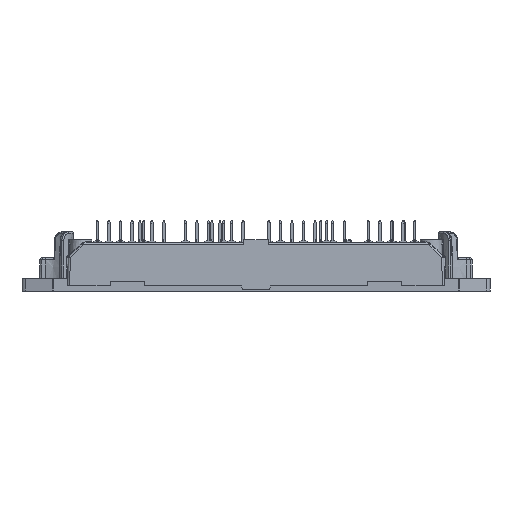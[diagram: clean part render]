
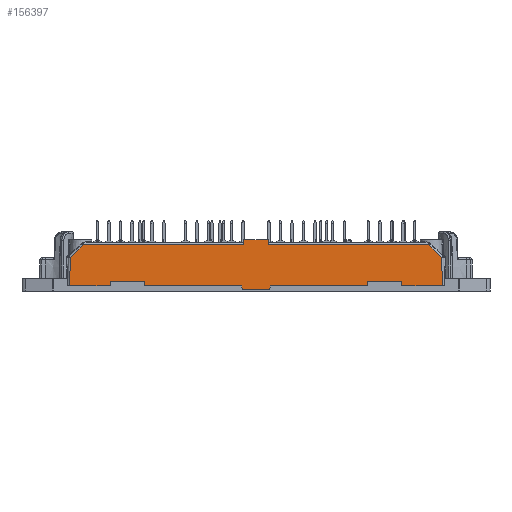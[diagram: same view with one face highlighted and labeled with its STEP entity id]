
A CAD part, front view. The second image highlights one B-rep face of the part: STEP entity #156397.
In plain terms, the highlighted planar face has unit normal (0, -1, 0.026).
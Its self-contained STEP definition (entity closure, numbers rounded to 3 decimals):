
#18987=ORIENTED_EDGE('',*,*,#51384,.F.);
#18988=ORIENTED_EDGE('',*,*,#51385,.T.);
#18989=ORIENTED_EDGE('',*,*,#51386,.F.);
#18990=ORIENTED_EDGE('',*,*,#51387,.T.);
#18991=ORIENTED_EDGE('',*,*,#51388,.T.);
#18992=ORIENTED_EDGE('',*,*,#49742,.F.);
#18993=ORIENTED_EDGE('',*,*,#49740,.T.);
#18994=ORIENTED_EDGE('',*,*,#51122,.F.);
#18995=ORIENTED_EDGE('',*,*,#49735,.T.);
#18996=ORIENTED_EDGE('',*,*,#51243,.T.);
#18997=ORIENTED_EDGE('',*,*,#49733,.T.);
#18998=ORIENTED_EDGE('',*,*,#49731,.T.);
#18999=ORIENTED_EDGE('',*,*,#51389,.T.);
#19000=ORIENTED_EDGE('',*,*,#51390,.F.);
#19001=ORIENTED_EDGE('',*,*,#51391,.T.);
#19002=ORIENTED_EDGE('',*,*,#51392,.T.);
#19003=ORIENTED_EDGE('',*,*,#51393,.T.);
#19004=ORIENTED_EDGE('',*,*,#49763,.F.);
#19005=ORIENTED_EDGE('',*,*,#49767,.T.);
#19006=ORIENTED_EDGE('',*,*,#49772,.F.);
#19007=ORIENTED_EDGE('',*,*,#49773,.F.);
#19008=ORIENTED_EDGE('',*,*,#49777,.T.);
#49731=EDGE_CURVE('',#65403,#65740,#77043,.T.);
#49733=EDGE_CURVE('',#65742,#65403,#77045,.T.);
#49735=EDGE_CURVE('',#65743,#65744,#77046,.F.);
#49740=EDGE_CURVE('',#65406,#65746,#77050,.F.);
#49742=EDGE_CURVE('',#65406,#65748,#77052,.T.);
#49763=EDGE_CURVE('',#65763,#65764,#77069,.F.);
#49767=EDGE_CURVE('',#65763,#65767,#77073,.T.);
#49772=EDGE_CURVE('',#65770,#65767,#77078,.F.);
#49773=EDGE_CURVE('',#65771,#65770,#77079,.T.);
#49777=EDGE_CURVE('',#65771,#65773,#77083,.F.);
#51122=EDGE_CURVE('',#65743,#65746,#77659,.T.);
#51243=EDGE_CURVE('',#65744,#65742,#77710,.T.);
#51384=EDGE_CURVE('',#66951,#65773,#77766,.F.);
#51385=EDGE_CURVE('',#66951,#66952,#77767,.F.);
#51386=EDGE_CURVE('',#66953,#66952,#77768,.F.);
#51387=EDGE_CURVE('',#66953,#66954,#77769,.F.);
#51388=EDGE_CURVE('',#66954,#65748,#77770,.F.);
#51389=EDGE_CURVE('',#65740,#66955,#77771,.F.);
#51390=EDGE_CURVE('',#66956,#66955,#77772,.F.);
#51391=EDGE_CURVE('',#66956,#66957,#77773,.F.);
#51392=EDGE_CURVE('',#66957,#66958,#77774,.F.);
#51393=EDGE_CURVE('',#66958,#65764,#77775,.F.);
#65403=VERTEX_POINT('',#215068);
#65406=VERTEX_POINT('',#215078);
#65740=VERTEX_POINT('',#219269);
#65742=VERTEX_POINT('',#219275);
#65743=VERTEX_POINT('',#219279);
#65744=VERTEX_POINT('',#219280);
#65746=VERTEX_POINT('',#219287);
#65748=VERTEX_POINT('',#219293);
#65763=VERTEX_POINT('',#219358);
#65764=VERTEX_POINT('',#219359);
#65767=VERTEX_POINT('',#219367);
#65770=VERTEX_POINT('',#219375);
#65771=VERTEX_POINT('',#219379);
#65773=VERTEX_POINT('',#219385);
#66951=VERTEX_POINT('',#224577);
#66952=VERTEX_POINT('',#224579);
#66953=VERTEX_POINT('',#224581);
#66954=VERTEX_POINT('',#224583);
#66955=VERTEX_POINT('',#224586);
#66956=VERTEX_POINT('',#224588);
#66957=VERTEX_POINT('',#224590);
#66958=VERTEX_POINT('',#224592);
#77043=LINE('',#219270,#87838);
#77045=LINE('',#219274,#87840);
#77046=LINE('',#219278,#87841);
#77050=LINE('',#219288,#87845);
#77052=LINE('',#219292,#87847);
#77069=LINE('',#219357,#87864);
#77073=LINE('',#219366,#87868);
#77078=LINE('',#219376,#87873);
#77079=LINE('',#219378,#87874);
#77083=LINE('',#219387,#87878);
#77659=LINE('',#223624,#88454);
#77710=LINE('',#224048,#88505);
#77766=LINE('',#224576,#88561);
#77767=LINE('',#224578,#88562);
#77768=LINE('',#224580,#88563);
#77769=LINE('',#224582,#88564);
#77770=LINE('',#224584,#88565);
#77771=LINE('',#224585,#88566);
#77772=LINE('',#224587,#88567);
#77773=LINE('',#224589,#88568);
#77774=LINE('',#224591,#88569);
#77775=LINE('',#224593,#88570);
#87838=VECTOR('',#180272,1000.);
#87840=VECTOR('',#180276,1000.);
#87841=VECTOR('',#180281,1000.);
#87845=VECTOR('',#180289,1000.);
#87847=VECTOR('',#180293,1000.);
#87864=VECTOR('',#180326,1000.);
#87868=VECTOR('',#180332,1000.);
#87873=VECTOR('',#180339,1000.);
#87874=VECTOR('',#180342,1000.);
#87878=VECTOR('',#180348,1000.);
#88454=VECTOR('',#182456,1000.);
#88505=VECTOR('',#182599,1000.);
#88561=VECTOR('',#182783,1000.);
#88562=VECTOR('',#182784,1000.);
#88563=VECTOR('',#182785,1000.);
#88564=VECTOR('',#182786,1000.);
#88565=VECTOR('',#182787,1000.);
#88566=VECTOR('',#182788,1000.);
#88567=VECTOR('',#182789,1000.);
#88568=VECTOR('',#182790,1000.);
#88569=VECTOR('',#182791,1000.);
#88570=VECTOR('',#182792,1000.);
#97647=EDGE_LOOP('',(#18987,#18988,#18989,#18990,#18991,#18992,#18993,#18994,
#18995,#18996,#18997,#18998,#18999,#19000,#19001,#19002,#19003,#19004,#19005,
#19006,#19007,#19008));
#104073=FACE_BOUND('',#97647,.T.);
#109507=PLANE('',#164142);
#156397=ADVANCED_FACE('',(#104073),#109507,.T.);
#164142=AXIS2_PLACEMENT_3D('',#224575,#182781,#182782);
#180272=DIRECTION('',(-0.707,-0.019,-0.707));
#180276=DIRECTION('',(-1.,0.,0.));
#180281=DIRECTION('',(1.,0.,0.));
#180289=DIRECTION('',(1.,0.,0.));
#180293=DIRECTION('',(0.707,-0.019,-0.707));
#180326=DIRECTION('',(1.,0.,0.));
#180332=DIRECTION('',(0.174,-0.026,-0.984));
#180339=DIRECTION('',(1.,0.,0.));
#180342=DIRECTION('',(-0.174,-0.026,-0.984));
#180348=DIRECTION('',(-1.,0.,0.));
#182456=DIRECTION('',(0.017,-0.026,-1.));
#182599=DIRECTION('',(-0.017,-0.026,-1.));
#182781=DIRECTION('',(0.,-1.,0.026));
#182782=DIRECTION('',(0.,-0.026,-1.));
#182783=DIRECTION('',(0.,0.026,1.));
#182784=DIRECTION('',(-1.,0.,0.));
#182785=DIRECTION('',(0.,-0.026,-1.));
#182786=DIRECTION('',(-1.,0.,0.));
#182787=DIRECTION('',(0.026,-0.026,-0.999));
#182788=DIRECTION('',(0.026,0.026,0.999));
#182789=DIRECTION('',(1.,0.,0.));
#182790=DIRECTION('',(0.,-0.026,-1.));
#182791=DIRECTION('',(-1.,0.,0.));
#182792=DIRECTION('',(0.,0.026,1.));
#215068=CARTESIAN_POINT('',(-40.443,-30.719,7.363));
#215078=CARTESIAN_POINT('',(40.443,-30.719,7.363));
#219269=CARTESIAN_POINT('',(-43.474,-30.798,4.332));
#219270=CARTESIAN_POINT('',(-23.298,-30.27,24.508));
#219274=CARTESIAN_POINT('',(0.,-30.719,7.363));
#219275=CARTESIAN_POINT('',(-2.845,-30.719,7.363));
#219278=CARTESIAN_POINT('',(0.,-30.689,8.5));
#219279=CARTESIAN_POINT('',(2.825,-30.689,8.5));
#219280=CARTESIAN_POINT('',(-2.825,-30.689,8.5));
#219287=CARTESIAN_POINT('',(2.845,-30.719,7.363));
#219288=CARTESIAN_POINT('',(0.,-30.719,7.363));
#219292=CARTESIAN_POINT('',(23.298,-30.27,24.508));
#219293=CARTESIAN_POINT('',(43.474,-30.798,4.332));
#219357=CARTESIAN_POINT('',(0.,-30.972,-2.3));
#219358=CARTESIAN_POINT('',(-3.359,-30.972,-2.3));
#219359=CARTESIAN_POINT('',(-26.147,-30.972,-2.3));
#219366=CARTESIAN_POINT('',(-3.861,-30.897,0.546));
#219367=CARTESIAN_POINT('',(-3.218,-30.993,-3.1));
#219375=CARTESIAN_POINT('',(3.218,-30.993,-3.1));
#219376=CARTESIAN_POINT('',(3.5,-30.993,-3.1));
#219378=CARTESIAN_POINT('',(3.861,-30.897,0.546));
#219379=CARTESIAN_POINT('',(3.359,-30.972,-2.3));
#219385=CARTESIAN_POINT('',(26.147,-30.972,-2.3));
#219387=CARTESIAN_POINT('',(0.,-30.972,-2.3));
#223624=CARTESIAN_POINT('',(2.849,-30.725,7.119));
#224048=CARTESIAN_POINT('',(-2.849,-30.725,7.119));
#224575=CARTESIAN_POINT('',(0.,-30.879,1.226));
#224576=CARTESIAN_POINT('',(26.147,-30.879,1.226));
#224577=CARTESIAN_POINT('',(26.147,-30.945,-1.3));
#224578=CARTESIAN_POINT('',(0.,-30.945,-1.3));
#224579=CARTESIAN_POINT('',(34.147,-30.945,-1.3));
#224580=CARTESIAN_POINT('',(34.147,-30.879,1.226));
#224581=CARTESIAN_POINT('',(34.147,-30.972,-2.3));
#224582=CARTESIAN_POINT('',(0.,-30.972,-2.3));
#224583=CARTESIAN_POINT('',(43.647,-30.972,-2.3));
#224584=CARTESIAN_POINT('',(43.525,-30.849,2.365));
#224585=CARTESIAN_POINT('',(-43.525,-30.849,2.365));
#224586=CARTESIAN_POINT('',(-43.647,-30.972,-2.3));
#224587=CARTESIAN_POINT('',(0.,-30.972,-2.3));
#224588=CARTESIAN_POINT('',(-34.147,-30.972,-2.3));
#224589=CARTESIAN_POINT('',(-34.147,-30.879,1.226));
#224590=CARTESIAN_POINT('',(-34.147,-30.945,-1.3));
#224591=CARTESIAN_POINT('',(0.,-30.945,-1.3));
#224592=CARTESIAN_POINT('',(-26.147,-30.945,-1.3));
#224593=CARTESIAN_POINT('',(-26.147,-30.879,1.226));
